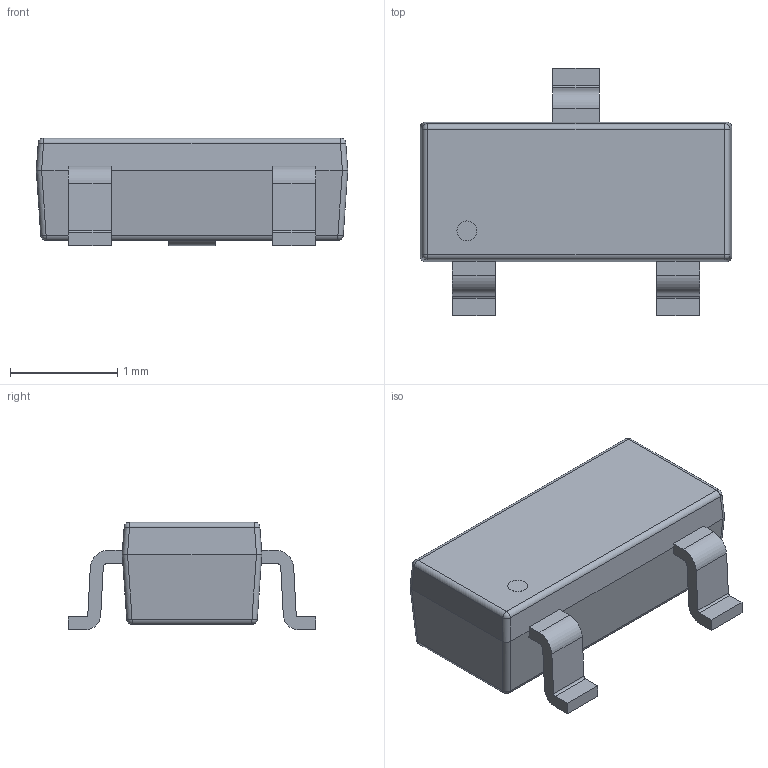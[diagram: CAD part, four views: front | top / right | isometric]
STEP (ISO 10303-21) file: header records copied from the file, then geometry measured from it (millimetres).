
FILE_DESCRIPTION (( 'STEP AP214' ), '1' );
FILE_NAME ('SOT-23-3_L2.9-W1.3-P1.90-LS2.3-BR.STEP', '2021-09-15T07:23:02', ( 'PC' ), ( 'Microsoft' ), 'SwSTEP 2.0', 'SolidWorks 2018', '' );
FILE_SCHEMA (( 'AUTOMOTIVE_DESIGN' ));
Length unit declared in the file: millimetre
Products named in the file (2): SOT-23-3_L2.9-W1.3-P1.90-LS2.3-BR
Bounding box: 2.9 x 2.3 x 1 mm (x, y, z)
Volume: 3.6 mm3; surface area: 17.7 mm2
Topology: 1 solids, 1 shells, 135 faces, 343 edges, 218 vertices
Faces by surface type: plane 83, cylinder 30, bspline 14, sphere 8
Entity records: 6227 total; most frequent: CARTESIAN_POINT 1508, ORIENTED_EDGE 686, DIRECTION 609, EDGE_CURVE 343, VECTOR 259, LINE 259, VERTEX_POINT 218, AXIS2_PLACEMENT_3D 175
